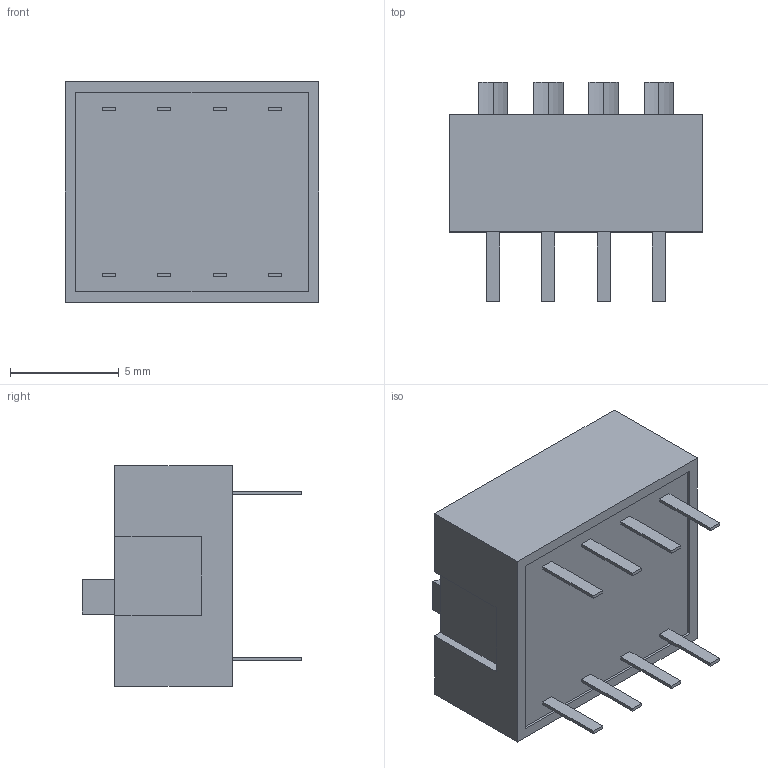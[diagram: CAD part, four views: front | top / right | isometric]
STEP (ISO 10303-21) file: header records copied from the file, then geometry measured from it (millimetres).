
FILE_DESCRIPTION (( 'STEP AP214' ), '1' );
FILE_NAME ('B30829AA-0851-4F98-8DBB-C7AF015FAABC.STEP', '2008-12-07T11:13:18', ( 'SysAdmin' ), ( 'SolidWorks' ), 'SwSTEP 2.0', 'SolidWorks 2009', '' );
FILE_SCHEMA (( 'AUTOMOTIVE_DESIGN' ));
Length unit declared in the file: millimetre
Products named in the file (1): B30829AA-0851-4F98-8DBB-C7AF015FAABC
Bounding box: 11.68 x 10.1 x 10.16 mm (x, y, z)
Volume: 631.3 mm3; surface area: 594.7 mm2
Topology: 1 solids, 1 shells, 168 faces, 423 edges, 282 vertices
Faces by surface type: plane 123, bspline 33, cylinder 12
Entity records: 7944 total; most frequent: CARTESIAN_POINT 2579, ORIENTED_EDGE 846, DIRECTION 653, EDGE_CURVE 423, VECTOR 333, LINE 333, VERTEX_POINT 282, EDGE_LOOP 193
